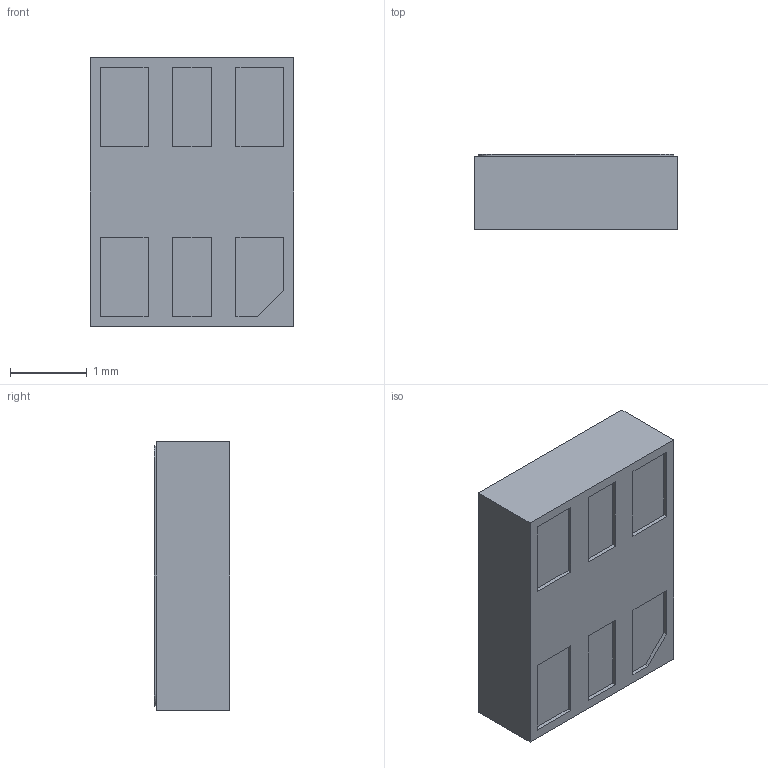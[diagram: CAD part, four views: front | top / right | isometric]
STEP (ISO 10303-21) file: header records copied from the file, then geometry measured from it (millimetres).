
FILE_DESCRIPTION(/* description */ (''),/* implementation_level */ '2;1');
FILE_NAME(/* name */ 'ICS-40181 3D POD.step',/* time_stamp */ '2017-11-02T16:46:32-04:00',/* author */ (''),/* organization */ (''),/* preprocessor_version */ 'ST-DEVELOPER v16.13',/* originating_system */ 'Autodesk Translation Framework v6.5.0.72',/* authorisation */ '');
FILE_SCHEMA (('AUTOMOTIVE_DESIGN { 1 0 10303 214 3 1 1 }'));
Length unit declared in the file: millimetre
Products named in the file (1): ICS-40181
Bounding box: 2.65 x 0.98 x 3.5 mm (x, y, z)
Volume: 8.9 mm3; surface area: 31.7 mm2
Topology: 1 solids, 1 shells, 48 faces, 114 edges, 76 vertices
Faces by surface type: plane 43, cylinder 5
Full cylindrical faces by diameter (mm): 0.325 x1
Entity records: 1401 total; most frequent: CARTESIAN_POINT 239, ORIENTED_EDGE 228, DIRECTION 222, EDGE_CURVE 114, LINE 104, VECTOR 104, VERTEX_POINT 76, AXIS2_PLACEMENT_3D 59
